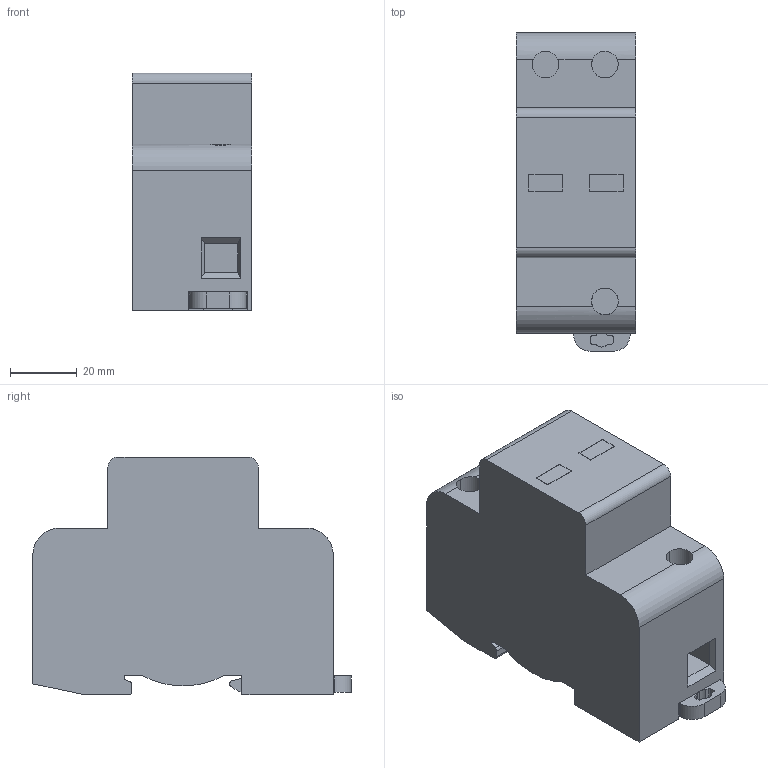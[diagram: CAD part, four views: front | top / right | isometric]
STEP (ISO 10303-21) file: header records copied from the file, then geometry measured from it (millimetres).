
FILE_DESCRIPTION(('CATIA V5 STEP Exchange','CAx-IF Rec.Pracs.--- Model Styling and Organization---1.4--- 2014-01-23'),'2;1');
FILE_NAME ('D1355358_1', '2019-02-08T10:04:49+00:00', ('none'), ('Weidmueller'), 'CATIA Version 5-6 Release 2016 SP3 HF44', 'CATIA V5 STEP AP214', 'none');
FILE_SCHEMA(('AUTOMOTIVE_DESIGN { 1 0 10303 214 1 1 1 1 }'));
Length unit declared in the file: millimetre
Products named in the file (1): 2619100000
Bounding box: 35.9 x 95.35 x 71.29 mm (x, y, z)
Volume: 182284.8 mm3; surface area: 26694 mm2
Topology: 4 solids, 4 shells, 166 faces, 446 edges, 298 vertices
Faces by surface type: plane 124, cylinder 36, extrusion 6
Entity records: 5256 total; most frequent: CARTESIAN_POINT 1083, ORIENTED_EDGE 892, DIRECTION 666, EDGE_CURVE 446, VECTOR 345, LINE 339, VERTEX_POINT 298, AXIS2_PLACEMENT_3D 195
